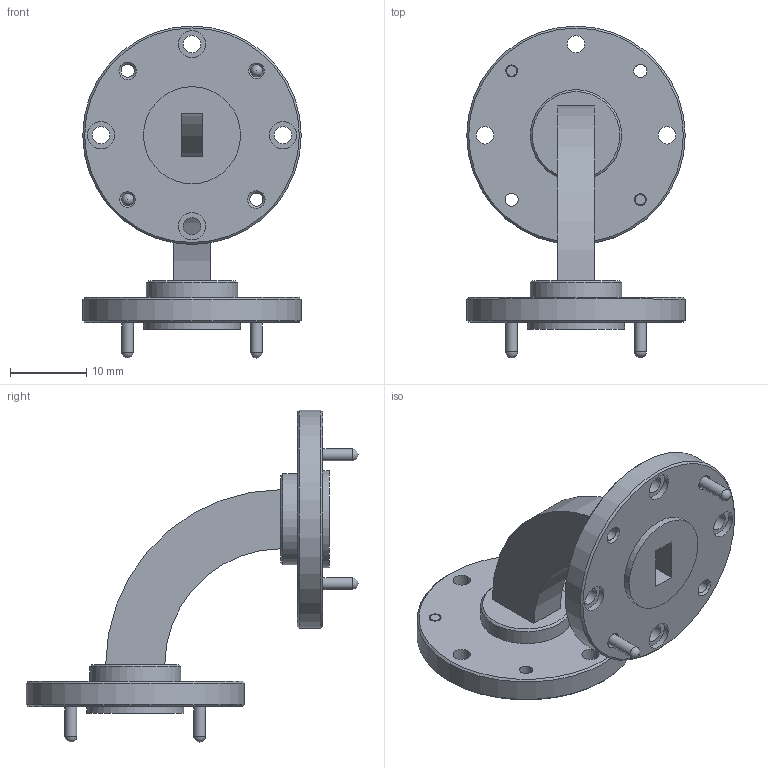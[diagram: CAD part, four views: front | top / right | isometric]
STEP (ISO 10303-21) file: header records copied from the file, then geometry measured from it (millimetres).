
FILE_DESCRIPTION(/* description */ (''),/* implementation_level */ '2;1');
FILE_NAME(/* name */ 'UG-383 1.00 H-BEND v3.step',/* time_stamp */ '2023-02-02T12:52:52-05:00',/* author */ (''),/* organization */ (''),/* preprocessor_version */ 'ST-DEVELOPER v19.2',/* originating_system */ 'Autodesk Translation Framework v11.17.0.187',/* authorisation */ '');
FILE_SCHEMA (('AUTOMOTIVE_DESIGN { 1 0 10303 214 3 1 1 }'));
Length unit declared in the file: inch
Products named in the file (7): UG-383 1.00 H-BEND; 383 FLANGE v3; .0605 DIA PIN v2; .0605 DIA PIN v2 (1); 383 FLANGE v3 (1); .0605 DIA PIN v2 (2); .0605 DIA PIN v2 (1) (1)
Assembly tree (6 placements, depth 3):
  UG-383 1.00 H-BEND
    383 FLANGE v3
      .0605 DIA PIN v2
      .0605 DIA PIN v2 (1)
    383 FLANGE v3 (1)
      .0605 DIA PIN v2 (2)
      .0605 DIA PIN v2 (1) (1)
Bounding box: 28.57 x 43.42 x 43.42 mm (x, y, z)
Volume: 5226.1 mm3; surface area: 5106.2 mm2
Topology: 5 solids, 5 shells, 113 faces, 241 edges, 156 vertices
Faces by surface type: cylinder 46, plane 37, cone 26, sphere 4
Full cylindrical faces by diameter (mm): 1.308 x4, 1.511 x4, 1.562 x8, 1.702 x4, 2.271 x8, 3.556 x8, 11.938 x2, 12.7 x2, 28.575 x2
Entity records: 3348 total; most frequent: DIRECTION 627, CARTESIAN_POINT 519, ORIENTED_EDGE 474, AXIS2_PLACEMENT_3D 264, EDGE_CURVE 237, EDGE_LOOP 169, VERTEX_POINT 156, CIRCLE 138
